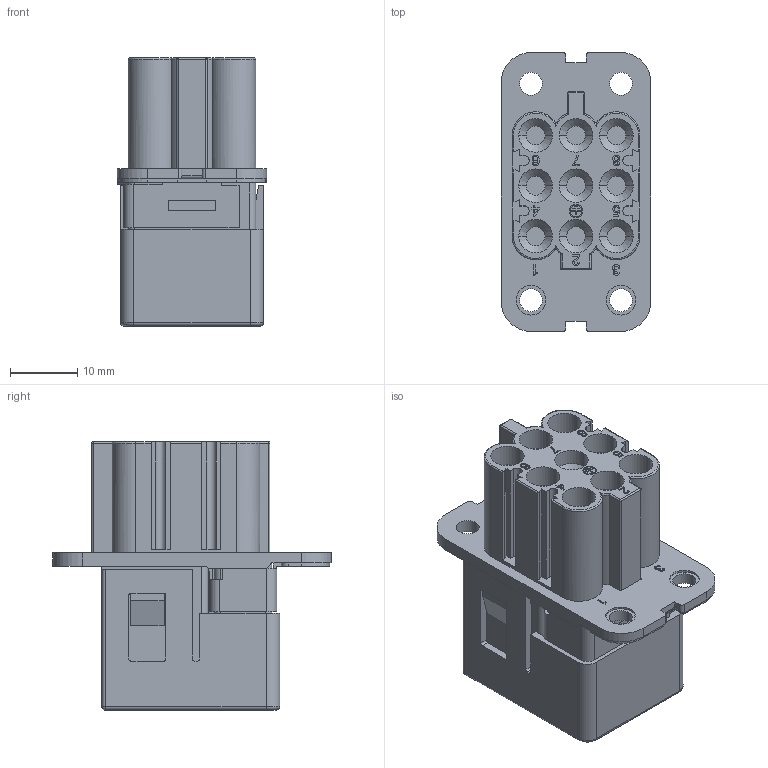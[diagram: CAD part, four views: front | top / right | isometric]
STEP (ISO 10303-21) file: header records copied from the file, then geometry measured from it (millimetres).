
FILE_DESCRIPTION(('Creo Elements/Direct Modeling STEP Export'),'2;1');
FILE_NAME('0ln7uvk5h3n2dj01216','2022-02-07T14:09:44',(''),(''),'Creo Elements/Direct Modeling STEP processor for AP214 (Solid Model)','Creo Elements/Direct Modeling 20.1B 02-Apr-2019 (C) Parametric Technology GmbH','');
FILE_SCHEMA(('AUTOMOTIVE_DESIGN { 1 0 10303 214 1 1 1 1 }'));
Products named in the file (2): CQYF_08E
Assembly tree (1 placements, depth 2):
  CQYF_08E
    CQYF_08E
Bounding box: 22.3 x 41.5 x 39.9 mm (x, y, z)
Volume: 17337.8 mm3; surface area: 10242.4 mm2
Topology: 1 solids, 1 shells, 1398 faces, 4137 edges, 2775 vertices
Faces by surface type: plane 875, cylinder 400, torus 68, cone 27, sphere 24, bspline 4
Entity records: 62783 total; most frequent: CARTESIAN_POINT 13748, ORIENTED_EDGE 8226, DIRECTION 7490, EDGE_CURVE 4113, VECTOR 3098, LINE 3098, VERTEX_POINT 2775, AXIS2_PLACEMENT_3D 2196
